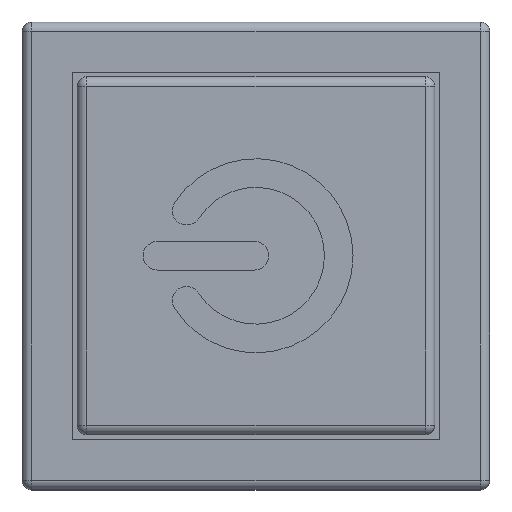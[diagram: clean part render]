
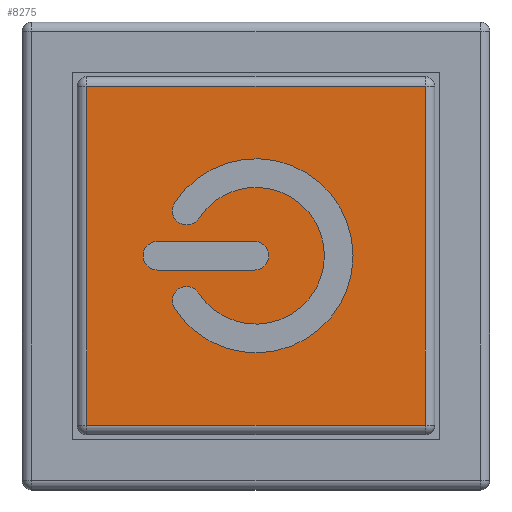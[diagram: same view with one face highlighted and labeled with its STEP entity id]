
A CAD part, top view. The second image highlights one B-rep face of the part: STEP entity #8275.
In plain terms, the highlighted planar face has unit normal (0, 0, 1).
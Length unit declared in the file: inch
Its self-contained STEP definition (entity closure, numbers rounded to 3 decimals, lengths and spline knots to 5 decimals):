
#51=FACE_BOUND('',#615,.T.);
#52=FACE_BOUND('',#616,.T.);
#176=FACE_OUTER_BOUND('',#614,.T.);
#614=EDGE_LOOP('',(#5589,#5590,#5591,#5592));
#615=EDGE_LOOP('',(#5593,#5594,#5595,#5596));
#616=EDGE_LOOP('',(#5597,#5598,#5599,#5600));
#1052=CIRCLE('',#8720,0.05642);
#1053=CIRCLE('',#8721,0.01181);
#1054=CIRCLE('',#8722,0.08004);
#1055=CIRCLE('',#8723,0.01181);
#1061=CIRCLE('',#8735,0.01181);
#1062=CIRCLE('',#8736,0.01181);
#1208=LINE('',#11682,#2290);
#1209=LINE('',#11686,#2291);
#1257=LINE('',#11820,#2339);
#1259=LINE('',#11823,#2341);
#1263=LINE('',#11832,#2345);
#1267=LINE('',#11841,#2349);
#2290=VECTOR('',#9399,0.3937);
#2291=VECTOR('',#9402,0.3937);
#2339=VECTOR('',#9514,0.3937);
#2341=VECTOR('',#9518,0.3937);
#2345=VECTOR('',#9528,0.3937);
#2349=VECTOR('',#9538,0.3937);
#3370=VERTEX_POINT('',#11637);
#3371=VERTEX_POINT('',#11638);
#3372=VERTEX_POINT('',#11640);
#3373=VERTEX_POINT('',#11642);
#3386=VERTEX_POINT('',#11680);
#3387=VERTEX_POINT('',#11681);
#3388=VERTEX_POINT('',#11683);
#3389=VERTEX_POINT('',#11685);
#3432=VERTEX_POINT('',#11788);
#3435=VERTEX_POINT('',#11795);
#3437=VERTEX_POINT('',#11800);
#3439=VERTEX_POINT('',#11806);
#4179=EDGE_CURVE('',#3370,#3371,#1052,.T.);
#4180=EDGE_CURVE('',#3372,#3370,#1053,.T.);
#4181=EDGE_CURVE('',#3373,#3372,#1054,.T.);
#4182=EDGE_CURVE('',#3371,#3373,#1055,.T.);
#4200=EDGE_CURVE('',#3386,#3387,#1208,.T.);
#4201=EDGE_CURVE('',#3388,#3386,#1061,.T.);
#4202=EDGE_CURVE('',#3389,#3388,#1209,.T.);
#4203=EDGE_CURVE('',#3387,#3389,#1062,.T.);
#4270=EDGE_CURVE('',#3437,#3439,#1257,.T.);
#4272=EDGE_CURVE('',#3439,#3435,#1259,.T.);
#4277=EDGE_CURVE('',#3432,#3437,#1263,.T.);
#4282=EDGE_CURVE('',#3435,#3432,#1267,.T.);
#5589=ORIENTED_EDGE('',*,*,#4270,.F.);
#5590=ORIENTED_EDGE('',*,*,#4277,.F.);
#5591=ORIENTED_EDGE('',*,*,#4282,.F.);
#5592=ORIENTED_EDGE('',*,*,#4272,.F.);
#5593=ORIENTED_EDGE('',*,*,#4179,.T.);
#5594=ORIENTED_EDGE('',*,*,#4182,.T.);
#5595=ORIENTED_EDGE('',*,*,#4181,.T.);
#5596=ORIENTED_EDGE('',*,*,#4180,.T.);
#5597=ORIENTED_EDGE('',*,*,#4200,.T.);
#5598=ORIENTED_EDGE('',*,*,#4203,.T.);
#5599=ORIENTED_EDGE('',*,*,#4202,.T.);
#5600=ORIENTED_EDGE('',*,*,#4201,.T.);
#7909=PLANE('',#8779);
#8275=ADVANCED_FACE('',(#176,#51,#52),#7909,.T.);
#8720=AXIS2_PLACEMENT_3D('',#11639,#9357,#9358);
#8721=AXIS2_PLACEMENT_3D('',#11641,#9359,#9360);
#8722=AXIS2_PLACEMENT_3D('',#11643,#9361,#9362);
#8723=AXIS2_PLACEMENT_3D('',#11644,#9363,#9364);
#8735=AXIS2_PLACEMENT_3D('',#11684,#9400,#9401);
#8736=AXIS2_PLACEMENT_3D('',#11687,#9403,#9404);
#8779=AXIS2_PLACEMENT_3D('',#11852,#9551,#9552);
#9357=DIRECTION('center_axis',(0.,0.,
1.));
#9358=DIRECTION('ref_axis',(-0.838,-0.546,0.));
#9359=DIRECTION('center_axis',(0.,0.,
-1.));
#9360=DIRECTION('ref_axis',(-0.838,-0.546,0.));
#9361=DIRECTION('center_axis',(0.,0.,
-1.));
#9362=DIRECTION('ref_axis',(0.838,0.546,0.));
#9363=DIRECTION('center_axis',(0.,0.,
-1.));
#9364=DIRECTION('ref_axis',(0.838,-0.546,0.));
#9399=DIRECTION('',(-1.,0.,0.));
#9400=DIRECTION('center_axis',(0.,0.,
-1.));
#9401=DIRECTION('ref_axis',(0.,1.,0.));
#9402=DIRECTION('',(1.,0.,0.));
#9403=DIRECTION('center_axis',(0.,0.,
-1.));
#9404=DIRECTION('ref_axis',(0.,-1.,0.));
#9514=DIRECTION('',(-1.,0.,0.));
#9518=DIRECTION('',(0.,1.,0.));
#9528=DIRECTION('',(0.,-1.,0.));
#9538=DIRECTION('',(1.,0.,0.));
#9551=DIRECTION('center_axis',(0.,0.,
1.));
#9552=DIRECTION('ref_axis',(0.,-1.,0.));
#11637=CARTESIAN_POINT('',(-0.04727,-0.03079,0.37795));
#11638=CARTESIAN_POINT('',(-0.04727,0.03079,0.37795));
#11639=CARTESIAN_POINT('Origin',(0.,0.,
0.37795));
#11640=CARTESIAN_POINT('',(-0.06706,-0.04369,0.37795));
#11641=CARTESIAN_POINT('Origin',(-0.05717,-0.03724,
0.37795));
#11642=CARTESIAN_POINT('',(-0.06706,0.04369,0.37795));
#11643=CARTESIAN_POINT('Origin',(0.,0.,
0.37795));
#11644=CARTESIAN_POINT('Origin',(-0.05717,0.03724,
0.37795));
#11680=CARTESIAN_POINT('',(-0.0013,-0.01181,0.37795));
#11681=CARTESIAN_POINT('',(-0.08138,-0.01181,0.37795));
#11682=CARTESIAN_POINT('',(-0.04069,-0.01181,0.37795));
#11683=CARTESIAN_POINT('',(-0.0013,0.01181,0.37795));
#11684=CARTESIAN_POINT('Origin',(-0.0013,0.,
0.37795));
#11685=CARTESIAN_POINT('',(-0.08138,0.01181,0.37795));
#11686=CARTESIAN_POINT('',(-0.00065,0.01181,0.37795));
#11687=CARTESIAN_POINT('Origin',(-0.08138,0.,
0.37795));
#11788=CARTESIAN_POINT('',(0.13976,0.13976,0.37795));
#11795=CARTESIAN_POINT('',(-0.13976,0.13976,0.37795));
#11800=CARTESIAN_POINT('',(0.13976,-0.13976,0.37795));
#11806=CARTESIAN_POINT('',(-0.13976,-0.13976,0.37795));
#11820=CARTESIAN_POINT('',(0.07382,-0.13976,0.37795));
#11823=CARTESIAN_POINT('',(-0.13976,-0.07382,0.37795));
#11832=CARTESIAN_POINT('',(0.13976,0.07382,0.37795));
#11841=CARTESIAN_POINT('',(-0.07382,0.13976,0.37795));
#11852=CARTESIAN_POINT('Origin',(0.,0.,
0.37795));
